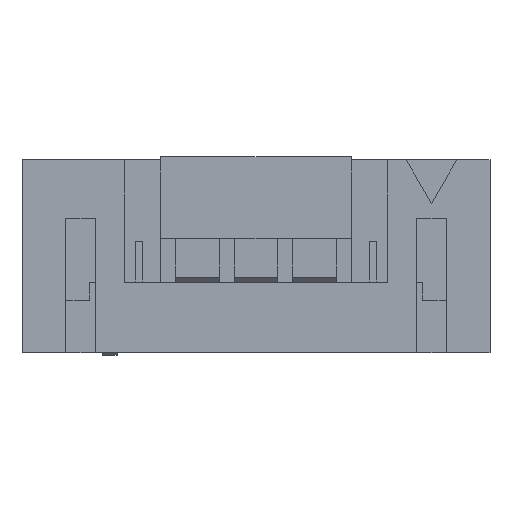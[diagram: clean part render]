
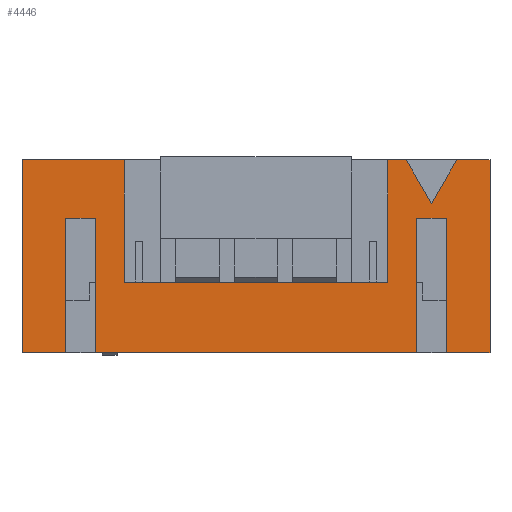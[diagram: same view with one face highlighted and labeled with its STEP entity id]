
A CAD part, front view. The second image highlights one B-rep face of the part: STEP entity #4446.
In plain terms, the highlighted planar face has unit normal (0, -1, 0).
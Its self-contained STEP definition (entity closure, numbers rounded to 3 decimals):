
#75=ORIENTED_EDGE('',*,*,#1385,.F.);
#76=ORIENTED_EDGE('',*,*,#1386,.F.);
#77=ORIENTED_EDGE('',*,*,#1387,.T.);
#78=ORIENTED_EDGE('',*,*,#1388,.F.);
#79=ORIENTED_EDGE('',*,*,#1389,.F.);
#80=ORIENTED_EDGE('',*,*,#1390,.T.);
#81=ORIENTED_EDGE('',*,*,#1391,.T.);
#82=ORIENTED_EDGE('',*,*,#1392,.F.);
#83=ORIENTED_EDGE('',*,*,#1393,.F.);
#84=ORIENTED_EDGE('',*,*,#1394,.F.);
#85=ORIENTED_EDGE('',*,*,#1395,.F.);
#86=ORIENTED_EDGE('',*,*,#1396,.F.);
#87=ORIENTED_EDGE('',*,*,#1397,.F.);
#88=ORIENTED_EDGE('',*,*,#1398,.F.);
#89=ORIENTED_EDGE('',*,*,#1399,.F.);
#90=ORIENTED_EDGE('',*,*,#1400,.F.);
#91=ORIENTED_EDGE('',*,*,#1401,.F.);
#92=ORIENTED_EDGE('',*,*,#1402,.T.);
#93=ORIENTED_EDGE('',*,*,#1403,.T.);
#1385=EDGE_CURVE('',#2040,#2041,#2470,.T.);
#1386=EDGE_CURVE('',#2042,#2040,#2471,.T.);
#1387=EDGE_CURVE('',#2042,#2043,#2472,.T.);
#1388=EDGE_CURVE('',#2044,#2043,#2473,.T.);
#1389=EDGE_CURVE('',#2045,#2044,#2474,.T.);
#1390=EDGE_CURVE('',#2045,#2046,#2475,.T.);
#1391=EDGE_CURVE('',#2046,#2047,#2476,.T.);
#1392=EDGE_CURVE('',#2048,#2047,#2477,.T.);
#1393=EDGE_CURVE('',#2049,#2048,#2478,.T.);
#1394=EDGE_CURVE('',#2050,#2049,#2479,.T.);
#1395=EDGE_CURVE('',#2051,#2050,#2480,.T.);
#1396=EDGE_CURVE('',#2052,#2051,#2481,.T.);
#1397=EDGE_CURVE('',#2053,#2052,#2482,.T.);
#1398=EDGE_CURVE('',#2054,#2053,#2483,.T.);
#1399=EDGE_CURVE('',#2055,#2054,#2484,.T.);
#1400=EDGE_CURVE('',#2056,#2055,#2485,.T.);
#1401=EDGE_CURVE('',#2057,#2056,#2486,.T.);
#1402=EDGE_CURVE('',#2057,#2058,#2487,.T.);
#1403=EDGE_CURVE('',#2058,#2041,#2488,.T.);
#2040=VERTEX_POINT('',#6089);
#2041=VERTEX_POINT('',#6090);
#2042=VERTEX_POINT('',#6092);
#2043=VERTEX_POINT('',#6094);
#2044=VERTEX_POINT('',#6096);
#2045=VERTEX_POINT('',#6098);
#2046=VERTEX_POINT('',#6100);
#2047=VERTEX_POINT('',#6102);
#2048=VERTEX_POINT('',#6104);
#2049=VERTEX_POINT('',#6106);
#2050=VERTEX_POINT('',#6108);
#2051=VERTEX_POINT('',#6110);
#2052=VERTEX_POINT('',#6112);
#2053=VERTEX_POINT('',#6114);
#2054=VERTEX_POINT('',#6116);
#2055=VERTEX_POINT('',#6118);
#2056=VERTEX_POINT('',#6120);
#2057=VERTEX_POINT('',#6122);
#2058=VERTEX_POINT('',#6124);
#2470=LINE('',#6088,#3119);
#2471=LINE('',#6091,#3120);
#2472=LINE('',#6093,#3121);
#2473=LINE('',#6095,#3122);
#2474=LINE('',#6097,#3123);
#2475=LINE('',#6099,#3124);
#2476=LINE('',#6101,#3125);
#2477=LINE('',#6103,#3126);
#2478=LINE('',#6105,#3127);
#2479=LINE('',#6107,#3128);
#2480=LINE('',#6109,#3129);
#2481=LINE('',#6111,#3130);
#2482=LINE('',#6113,#3131);
#2483=LINE('',#6115,#3132);
#2484=LINE('',#6117,#3133);
#2485=LINE('',#6119,#3134);
#2486=LINE('',#6121,#3135);
#2487=LINE('',#6123,#3136);
#2488=LINE('',#6125,#3137);
#3119=VECTOR('',#4961,1000.);
#3120=VECTOR('',#4962,1000.);
#3121=VECTOR('',#4963,1000.);
#3122=VECTOR('',#4964,1000.);
#3123=VECTOR('',#4965,1000.);
#3124=VECTOR('',#4966,1000.);
#3125=VECTOR('',#4967,1000.);
#3126=VECTOR('',#4968,1000.);
#3127=VECTOR('',#4969,1000.);
#3128=VECTOR('',#4970,1000.);
#3129=VECTOR('',#4971,1000.);
#3130=VECTOR('',#4972,1000.);
#3131=VECTOR('',#4973,1000.);
#3132=VECTOR('',#4974,1000.);
#3133=VECTOR('',#4975,1000.);
#3134=VECTOR('',#4976,1000.);
#3135=VECTOR('',#4977,1000.);
#3136=VECTOR('',#4978,1000.);
#3137=VECTOR('',#4979,1000.);
#3768=EDGE_LOOP('',(#75,#76,#77,#78,#79,#80,#81,#82,#83,#84,#85,#86,#87,
#88,#89,#90,#91,#92,#93));
#3997=FACE_BOUND('',#3768,.T.);
#4226=PLANE('',#4718);
#4446=ADVANCED_FACE('',(#3997),#4226,.T.);
#4718=AXIS2_PLACEMENT_3D('',#6087,#4959,#4960);
#4959=DIRECTION('',(0.,-1.,0.));
#4960=DIRECTION('',(0.,0.,-1.));
#4961=DIRECTION('',(0.5,0.,0.866));
#4962=DIRECTION('',(0.5,0.,-0.866));
#4963=DIRECTION('',(-1.,0.,0.));
#4964=DIRECTION('',(0.,0.,1.));
#4965=DIRECTION('',(1.,0.,0.));
#4966=DIRECTION('',(0.,0.,1.));
#4967=DIRECTION('',(-1.,0.,0.));
#4968=DIRECTION('',(0.,0.,1.));
#4969=DIRECTION('',(-1.,0.,0.));
#4970=DIRECTION('',(0.,0.,-1.));
#4971=DIRECTION('',(-1.,0.,0.));
#4972=DIRECTION('',(0.,0.,1.));
#4973=DIRECTION('',(-1.,0.,0.));
#4974=DIRECTION('',(0.,0.,-1.));
#4975=DIRECTION('',(-1.,0.,0.));
#4976=DIRECTION('',(0.,0.,1.));
#4977=DIRECTION('',(-1.,0.,0.));
#4978=DIRECTION('',(0.,0.,1.));
#4979=DIRECTION('',(-1.,0.,0.));
#6087=CARTESIAN_POINT('',(8.,-2.5,-3.3));
#6088=CARTESIAN_POINT('',(6.,-2.5,1.8));
#6089=CARTESIAN_POINT('',(6.,-2.5,1.8));
#6090=CARTESIAN_POINT('',(6.866,-2.5,3.3));
#6091=CARTESIAN_POINT('',(5.134,-2.5,3.3));
#6092=CARTESIAN_POINT('',(5.134,-2.5,3.3));
#6093=CARTESIAN_POINT('',(8.,-2.5,3.3));
#6094=CARTESIAN_POINT('',(4.5,-2.5,3.3));
#6095=CARTESIAN_POINT('',(4.5,-2.5,-0.9));
#6096=CARTESIAN_POINT('',(4.5,-2.5,-0.9));
#6097=CARTESIAN_POINT('',(-4.5,-2.5,-0.9));
#6098=CARTESIAN_POINT('',(-4.5,-2.5,-0.9));
#6099=CARTESIAN_POINT('',(-4.5,-2.5,-0.9));
#6100=CARTESIAN_POINT('',(-4.5,-2.5,3.3));
#6101=CARTESIAN_POINT('',(8.,-2.5,3.3));
#6102=CARTESIAN_POINT('',(-8.,-2.5,3.3));
#6103=CARTESIAN_POINT('',(-8.,-2.5,-3.3));
#6104=CARTESIAN_POINT('',(-8.,-2.5,-3.3));
#6105=CARTESIAN_POINT('',(8.,-2.5,-3.3));
#6106=CARTESIAN_POINT('',(-6.5,-2.5,-3.3));
#6107=CARTESIAN_POINT('',(-6.5,-2.5,1.3));
#6108=CARTESIAN_POINT('',(-6.5,-2.5,1.3));
#6109=CARTESIAN_POINT('',(-5.5,-2.5,1.3));
#6110=CARTESIAN_POINT('',(-5.5,-2.5,1.3));
#6111=CARTESIAN_POINT('',(-5.5,-2.5,-3.3));
#6112=CARTESIAN_POINT('',(-5.5,-2.5,-3.3));
#6113=CARTESIAN_POINT('',(8.,-2.5,-3.3));
#6114=CARTESIAN_POINT('',(5.5,-2.5,-3.3));
#6115=CARTESIAN_POINT('',(5.5,-2.5,1.3));
#6116=CARTESIAN_POINT('',(5.5,-2.5,1.3));
#6117=CARTESIAN_POINT('',(6.5,-2.5,1.3));
#6118=CARTESIAN_POINT('',(6.5,-2.5,1.3));
#6119=CARTESIAN_POINT('',(6.5,-2.5,-3.3));
#6120=CARTESIAN_POINT('',(6.5,-2.5,-3.3));
#6121=CARTESIAN_POINT('',(8.,-2.5,-3.3));
#6122=CARTESIAN_POINT('',(8.,-2.5,-3.3));
#6123=CARTESIAN_POINT('',(8.,-2.5,-3.3));
#6124=CARTESIAN_POINT('',(8.,-2.5,3.3));
#6125=CARTESIAN_POINT('',(8.,-2.5,3.3));
